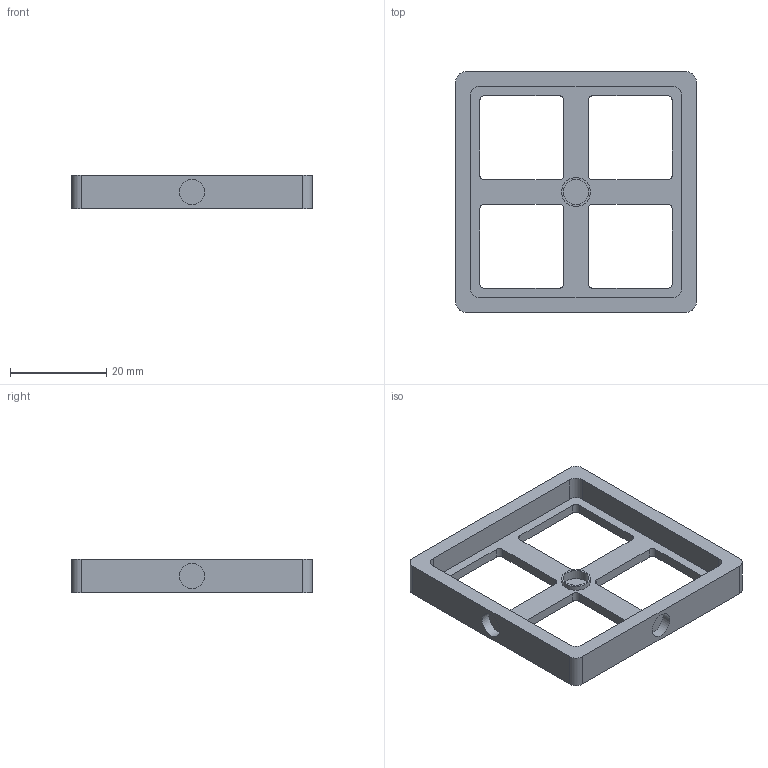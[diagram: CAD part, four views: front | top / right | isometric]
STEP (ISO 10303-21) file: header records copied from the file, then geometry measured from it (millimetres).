
FILE_DESCRIPTION(/* description */ (''),/* implementation_level */ '2;1');
FILE_NAME(/* name */ 'OpenGrid Base 1x1.step',/* time_stamp */ '2023-05-18T23:13:58+03:00',/* author */ (''),/* organization */ (''),/* preprocessor_version */ 'ST-DEVELOPER v19.2',/* originating_system */ 'Autodesk Translation Framework v12.4.0.73',/* authorisation */ '');
FILE_SCHEMA (('AUTOMOTIVE_DESIGN { 1 0 10303 214 3 1 1 }'));
Length unit declared in the file: millimetre
Products named in the file (1): OpenGrid Base 1x1
Bounding box: 50 x 50 x 7 mm (x, y, z)
Volume: 5185.9 mm3; surface area: 5517.3 mm2
Topology: 1 solids, 1 shells, 63 faces, 162 edges, 108 vertices
Faces by surface type: plane 33, cylinder 30
Full cylindrical faces by diameter (mm): 5.2 x5, 6 x1
Entity records: 1985 total; most frequent: DIRECTION 350, CARTESIAN_POINT 334, ORIENTED_EDGE 324, EDGE_CURVE 162, AXIS2_PLACEMENT_3D 124, VERTEX_POINT 108, LINE 102, VECTOR 102
